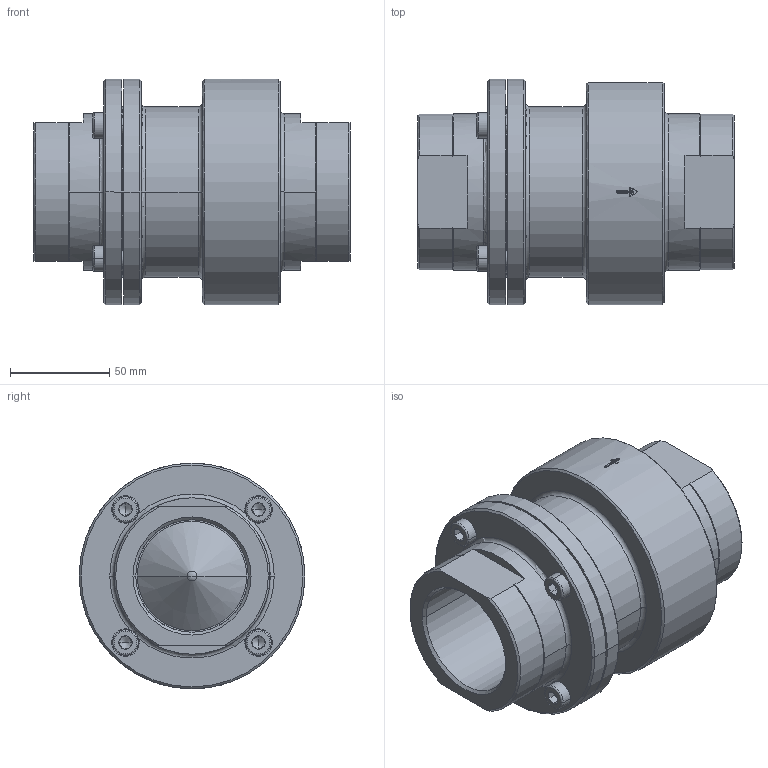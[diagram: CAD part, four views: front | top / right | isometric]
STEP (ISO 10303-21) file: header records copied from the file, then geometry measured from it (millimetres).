
FILE_DESCRIPTION((''),'2;1');
FILE_NAME('PGV-731-B77-2XP_ASM','2013-06-12T',('avs330'),(''),'PRO/ENGINEER BY PARAMETRIC TECHNOLOGY CORPORATION, 2010430','PRO/ENGINEER BY PARAMETRIC TECHNOLOGY CORPORATION, 2010430','');
FILE_SCHEMA(('CONFIG_CONTROL_DESIGN'));
Length unit declared in the file: millimetre
Products named in the file (5): 506300B-XGV-7310-0G7-D5000-11; 610946B_XGV-1000-000-D50BP-04; 506211B_XGV-7000-070-200-03; 505449_ZYL-SCHRAUBE_M8X16; PGV-731-B77-2XP_ASM
Assembly tree (7 placements, depth 2):
  PGV-731-B77-2XP_ASM
    506300B-XGV-7310-0G7-D5000-11
    610946B_XGV-1000-000-D50BP-04
    506211B_XGV-7000-070-200-03
    505449_ZYL-SCHRAUBE_M8X16  x4
Bounding box: 160 x 114 x 114 mm (x, y, z)
Volume: 689969.1 mm3; surface area: 199181.4 mm2
Topology: 7 solids, 7 shells, 698 faces, 2050 edges, 1230 vertices
Faces by surface type: plane 350, cone 219, cylinder 89, torus 28, bspline 8, sphere 4
Entity records: 22765 total; most frequent: CARTESIAN_POINT 6288, ORIENTED_EDGE 3692, DIRECTION 3386, EDGE_CURVE 1846, AXIS2_PLACEMENT_3D 1443, VERTEX_POINT 1107, CIRCLE 822, EDGE_LOOP 653
